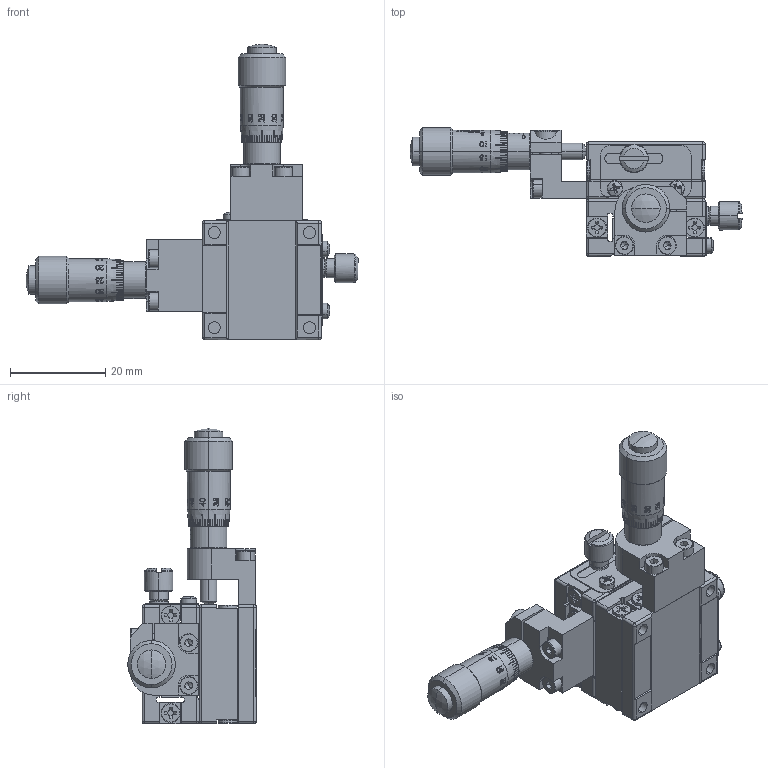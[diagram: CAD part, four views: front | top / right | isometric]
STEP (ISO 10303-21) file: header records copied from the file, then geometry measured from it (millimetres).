
FILE_DESCRIPTION (( 'STEP AP203' ), '1' );
FILE_NAME ('MY25-SC(«¬¿ý).STEP', '2013-04-30T01:44:42', ( '123' ), ( '' ), 'SwSTEP 2.0', 'SolidWorks 2013', '' );
FILE_SCHEMA (( 'CONFIG_CONTROL_DESIGN' ));
Length unit declared in the file: millimetre
Products named in the file (4): Group1^MX25-SC(型錄); Group2^MX25-SC(型錄); MX25-SC(型錄); MY25-SC(型錄)
Assembly tree (4 placements, depth 3):
  MY25-SC(型錄)
    MX25-SC(型錄)  x2
      Group1^MX25-SC(型錄)
      Group2^MX25-SC(型錄)
Bounding box: 69.75 x 27 x 62.05 mm (x, y, z)
Volume: 19835.2 mm3; surface area: 13728.6 mm2
Topology: 4 solids, 4 shells, 2434 faces, 6518 edges, 4200 vertices
Faces by surface type: plane 1328, bspline 410, cylinder 352, cone 220, torus 92, sphere 32
Entity records: 53929 total; most frequent: CARTESIAN_POINT 24574, ORIENTED_EDGE 6478, DIRECTION 5348, EDGE_CURVE 3239, VERTEX_POINT 2100, AXIS2_PLACEMENT_3D 1783, LINE 1782, VECTOR 1782
